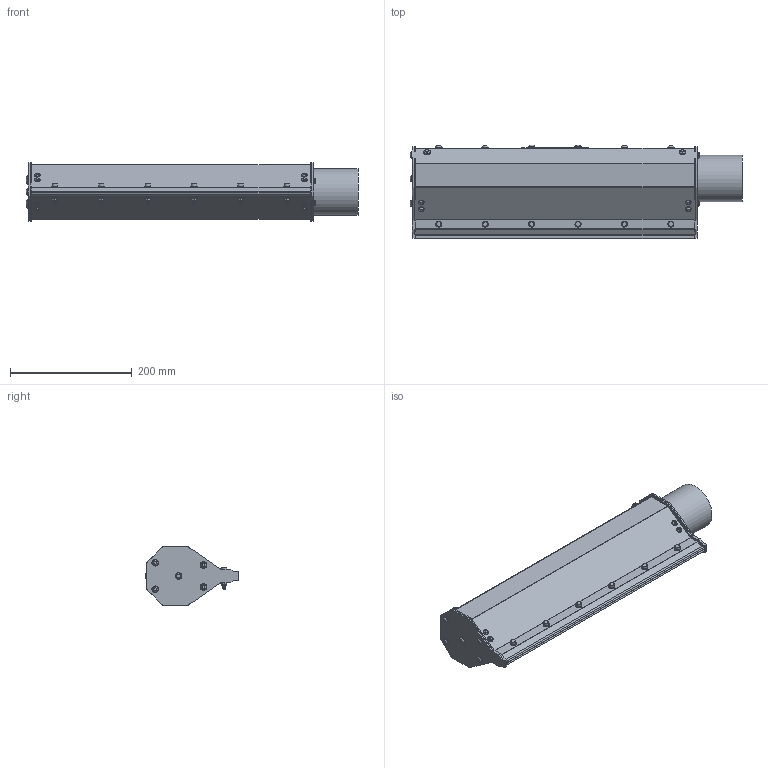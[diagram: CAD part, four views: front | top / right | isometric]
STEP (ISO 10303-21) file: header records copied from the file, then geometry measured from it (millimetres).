
FILE_DESCRIPTION(/* description */ (''),/* implementation_level */ '2;1');
FILE_NAME(/* name */ 'KAB0xxx18 DUMMY.stp',/* time_stamp */ '2018-02-19T09:11:47-05:00',/* author */ ('James'),/* organization */ (''),/* preprocessor_version */ 'ST-DEVELOPER v16.5',/* originating_system */ 'Autodesk Inventor 2017',/* authorisation */ '');
FILE_SCHEMA (('AUTOMOTIVE_DESIGN { 1 0 10303 214 3 1 1 }'));
Length unit declared in the file: inch
Products named in the file (1): KAB0xxx18 DUMMY
Bounding box: 544.83 x 153.77 x 96.52 mm (x, y, z)
Volume: 4176000.6 mm3; surface area: 229066 mm2
Topology: 1 solids, 1 shells, 491 faces, 1078 edges, 708 vertices
Faces by surface type: plane 228, cylinder 128, cone 90, sphere 27, bspline 12, torus 6
Full cylindrical faces by diameter (mm): 7.6 x8, 8.5 x6, 9 x8, 9.5 x12, 10 x12, 10.135 x6, 10.5 x7, 11 x19, 76.2 x1
Entity records: 29977 total; most frequent: CARTESIAN_POINT 19789, DIRECTION 2086, ORIENTED_EDGE 1852, EDGE_CURVE 926, AXIS2_PLACEMENT_3D 872, EDGE_LOOP 713, VERTEX_POINT 659, FACE_OUTER_BOUND 491
